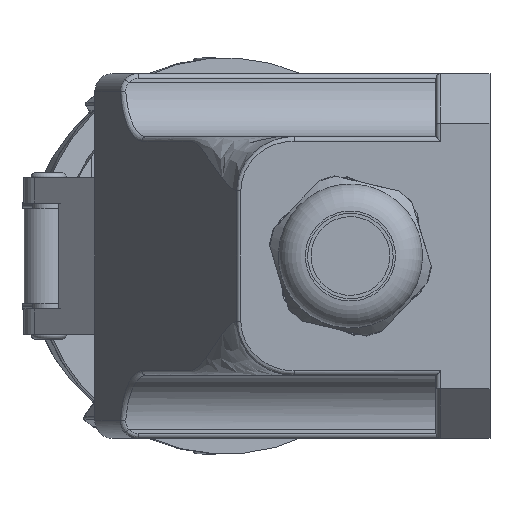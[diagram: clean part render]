
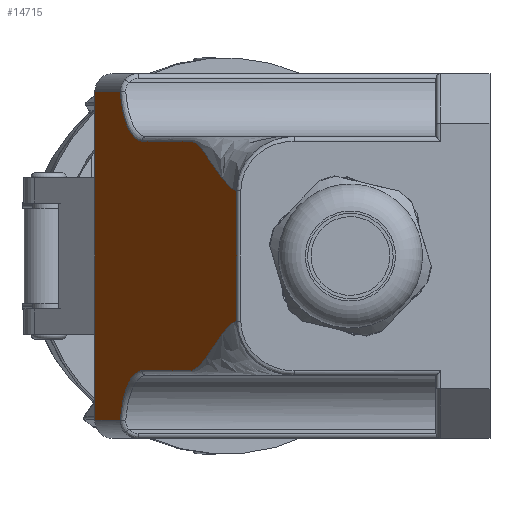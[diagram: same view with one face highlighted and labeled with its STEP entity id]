
A CAD part, left-side view. The second image highlights one B-rep face of the part: STEP entity #14715.
In plain terms, the highlighted planar face has unit normal (-0.369, 0.929, 0).
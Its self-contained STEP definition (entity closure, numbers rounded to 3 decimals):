
#99 = CARTESIAN_POINT ( 'NONE',  ( 65.649, 82.085, -36.5 ) ) ;
#1001 = VERTEX_POINT ( 'NONE', #24615 ) ;
#1121 = VECTOR ( 'NONE', #1275, 1000. ) ;
#1275 = DIRECTION ( 'NONE',  ( 0.929, 0.369, 0. ) ) ;
#3611 = VERTEX_POINT ( 'NONE', #24504 ) ;
#4598 = VERTEX_POINT ( 'NONE', #9181 ) ;
#4623 = CARTESIAN_POINT ( 'NONE',  ( 0., 56., 40.5 ) ) ;
#4938 = CARTESIAN_POINT ( 'NONE',  ( 79.922, 87.757, -36.5 ) ) ;
#5592 = CARTESIAN_POINT ( 'NONE',  ( 26.819, 66.657, -25.5 ) ) ;
#5941 = CARTESIAN_POINT ( 'NONE',  ( 9.36, 59.719, 15.011 ) ) ;
#6051 = ORIENTED_EDGE ( 'NONE', *, *, #40991, .T. ) ;
#6105 = DIRECTION ( 'NONE',  ( 0., 0., 1. ) ) ;
#7918 = CARTESIAN_POINT ( 'NONE',  ( 53.638, 77.313, 25.5 ) ) ;
#8296 = VECTOR ( 'NONE', #6105, 1000. ) ;
#8941 = LINE ( 'NONE', #35813, #1121 ) ;
#9181 = CARTESIAN_POINT ( 'NONE',  ( 65.649, 82.085, 36.5 ) ) ;
#10240 = DIRECTION ( 'NONE',  ( 0., 0., -1. ) ) ;
#10266 = VERTEX_POINT ( 'NONE', #11572 ) ;
#10322 = ORIENTED_EDGE ( 'NONE', *, *, #23557, .T. ) ;
#11572 = CARTESIAN_POINT ( 'NONE',  ( 0.631, 56.251, -14.518 ) ) ;
#11875 = VERTEX_POINT ( 'NONE', #25155 ) ;
#12492 = FACE_OUTER_BOUND ( 'NONE', #35780, .T. ) ;
#12941 = CARTESIAN_POINT ( 'NONE',  ( 26.819, 66.657, 25.5 ) ) ;
#13490 = ORIENTED_EDGE ( 'NONE', *, *, #30421, .T. ) ;
#14318 = ORIENTED_EDGE ( 'NONE', *, *, #42223, .T. ) ;
#14715 = ADVANCED_FACE ( 'NONE', ( #12492 ), #42812, .F. ) ;
#15121 = CARTESIAN_POINT ( 'NONE',  ( 9.36, 59.719, -15.011 ) ) ;
#15577 = CARTESIAN_POINT ( 'NONE',  ( 35.759, 70.209, -25.5 ) ) ;
#15746 = ORIENTED_EDGE ( 'NONE', *, *, #35647, .T. ) ;
#17132 = VECTOR ( 'NONE', #10240, 1000. ) ;
#17969 = LINE ( 'NONE', #24347, #17132 ) ;
#19126 = AXIS2_PLACEMENT_3D ( 'NONE', #4623, #43473, #26414 ) ;
#19434 = EDGE_CURVE ( 'NONE', #4598, #11875, #8941, .T. ) ;
#19456 = CARTESIAN_POINT ( 'NONE',  ( 18.09, 63.188, -25.5 ) ) ;
#20055 = CARTESIAN_POINT ( 'NONE',  ( 44.699, 73.761, 25.5 ) ) ;
#21796 = CARTESIAN_POINT ( 'NONE',  ( 59.915, 79.807, 25.5 ) ) ;
#22208 = CARTESIAN_POINT ( 'NONE',  ( 64.962, 81.812, -36.5 ) ) ;
#22860 = CARTESIAN_POINT ( 'NONE',  ( 44.699, 73.761, -25.5 ) ) ;
#23557 = EDGE_CURVE ( 'NONE', #1001, #10266, #37526, .T. ) ;
#24347 = CARTESIAN_POINT ( 'NONE',  ( 79.922, 87.757, 40.5 ) ) ;
#24504 = CARTESIAN_POINT ( 'NONE',  ( 53.638, 77.313, 25.5 ) ) ;
#24615 = CARTESIAN_POINT ( 'NONE',  ( 53.638, 77.313, -25.5 ) ) ;
#25155 = CARTESIAN_POINT ( 'NONE',  ( 79.922, 87.757, 36.5 ) ) ;
#26272 = CARTESIAN_POINT ( 'NONE',  ( 0.631, 56.251, -14.518 ) ) ;
#26414 = DIRECTION ( 'NONE',  ( 0.929, 0.369, 0. ) ) ;
#27692 = ORIENTED_EDGE ( 'NONE', *, *, #19434, .T. ) ;
#28140 = ORIENTED_EDGE ( 'NONE', *, *, #44725, .T. ) ;
#28414 = CARTESIAN_POINT ( 'NONE',  ( 65.649, 82.085, 36.5 ) ) ;
#28699 = VERTEX_POINT ( 'NONE', #4938 ) ;
#30421 = EDGE_CURVE ( 'NONE', #42224, #3611, #41950, .T. ) ;
#30492 =( BOUNDED_CURVE ( )  B_SPLINE_CURVE ( 3, ( #39494, #36311, #39711, #36107 ),
 .UNSPECIFIED., .F., .T. ) 
 B_SPLINE_CURVE_WITH_KNOTS ( ( 4, 4 ),
 ( 3.296, 4.712 ),
 .UNSPECIFIED. ) 
 CURVE ( )  GEOMETRIC_REPRESENTATION_ITEM ( )  RATIONAL_B_SPLINE_CURVE ( ( 1., 0.84, 0.84, 1. ) ) 
 REPRESENTATION_ITEM ( '' )  );
#31340 = CARTESIAN_POINT ( 'NONE',  ( 64.683, 81.702, 29.867 ) ) ;
#32674 = DIRECTION ( 'NONE',  ( -0.929, -0.369, 0. ) ) ;
#33910 = CARTESIAN_POINT ( 'NONE',  ( 53.638, 77.313, 25.5 ) ) ;
#35136 =( BOUNDED_CURVE ( )  B_SPLINE_CURVE ( 3, ( #7918, #21796, #31340, #28414 ),
 .UNSPECIFIED., .F., .T. ) 
 B_SPLINE_CURVE_WITH_KNOTS ( ( 4, 4 ),
 ( 4.712, 6.129 ),
 .UNSPECIFIED. ) 
 CURVE ( )  GEOMETRIC_REPRESENTATION_ITEM ( )  RATIONAL_B_SPLINE_CURVE ( ( 1., 0.84, 0.84, 1. ) ) 
 REPRESENTATION_ITEM ( '' )  );
#35521 = EDGE_CURVE ( 'NONE', #10266, #42224, #44534, .T. ) ;
#35647 = EDGE_CURVE ( 'NONE', #28699, #35913, #35863, .T. ) ;
#35780 = EDGE_LOOP ( 'NONE', ( #10322, #43071, #13490, #6051, #27692, #28140, #15746, #14318 ) ) ;
#35813 = CARTESIAN_POINT ( 'NONE',  ( 0., 56., 36.5 ) ) ;
#35863 = LINE ( 'NONE', #22208, #43185 ) ;
#35913 = VERTEX_POINT ( 'NONE', #99 ) ;
#36107 = CARTESIAN_POINT ( 'NONE',  ( 53.638, 77.313, -25.5 ) ) ;
#36311 = CARTESIAN_POINT ( 'NONE',  ( 64.683, 81.702, -29.867 ) ) ;
#37096 = CARTESIAN_POINT ( 'NONE',  ( 0.631, 56.251, 14.518 ) ) ;
#37256 = CARTESIAN_POINT ( 'NONE',  ( 0.631, 56.251, 40.5 ) ) ;
#37526 = B_SPLINE_CURVE_WITH_KNOTS ( 'NONE', 3,
 ( #39698, #22860, #15577, #5592, #19456, #15121, #26272 ),
 .UNSPECIFIED., .F., .F.,
 ( 4, 3, 4 ),
 ( -0.13, -0.101, -0.073 ),
 .UNSPECIFIED. ) ;
#39494 = CARTESIAN_POINT ( 'NONE',  ( 65.649, 82.085, -36.5 ) ) ;
#39698 = CARTESIAN_POINT ( 'NONE',  ( 53.638, 77.313, -25.5 ) ) ;
#39711 = CARTESIAN_POINT ( 'NONE',  ( 59.915, 79.807, -25.5 ) ) ;
#40383 = CARTESIAN_POINT ( 'NONE',  ( 0.631, 56.251, 14.518 ) ) ;
#40991 = EDGE_CURVE ( 'NONE', #3611, #4598, #35136, .T. ) ;
#41950 = B_SPLINE_CURVE_WITH_KNOTS ( 'NONE', 3,
 ( #37096, #5941, #44145, #12941, #44375, #20055, #33910 ),
 .UNSPECIFIED., .F., .F.,
 ( 4, 3, 4 ),
 ( 0.001, 0.029, 0.058 ),
 .UNSPECIFIED. ) ;
#42223 = EDGE_CURVE ( 'NONE', #35913, #1001, #30492, .T. ) ;
#42224 = VERTEX_POINT ( 'NONE', #40383 ) ;
#42812 = PLANE ( 'NONE',  #19126 ) ;
#43071 = ORIENTED_EDGE ( 'NONE', *, *, #35521, .T. ) ;
#43185 = VECTOR ( 'NONE', #32674, 1000. ) ;
#43473 = DIRECTION ( 'NONE',  ( 0.369, -0.929, 0. ) ) ;
#44145 = CARTESIAN_POINT ( 'NONE',  ( 18.09, 63.188, 25.5 ) ) ;
#44375 = CARTESIAN_POINT ( 'NONE',  ( 35.759, 70.209, 25.5 ) ) ;
#44534 = LINE ( 'NONE', #37256, #8296 ) ;
#44725 = EDGE_CURVE ( 'NONE', #11875, #28699, #17969, .T. ) ;
